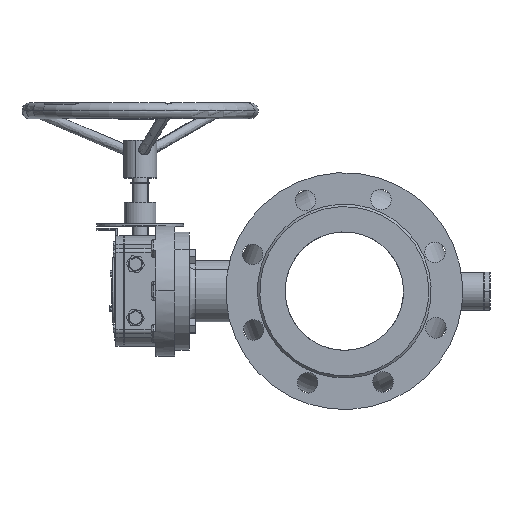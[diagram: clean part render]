
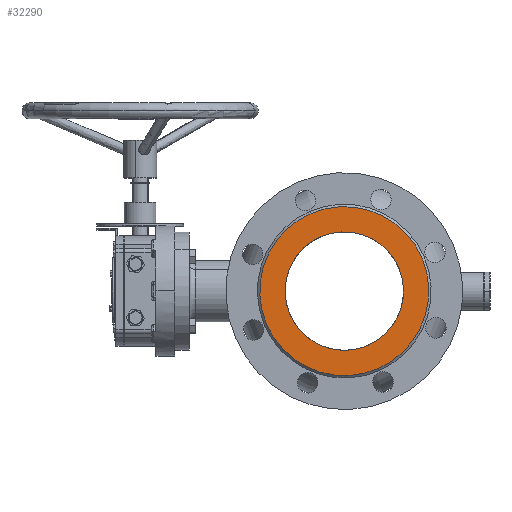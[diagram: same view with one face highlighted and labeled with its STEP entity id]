
A CAD part, left-side view. The second image highlights one B-rep face of the part: STEP entity #32290.
In plain terms, the highlighted face is planar.
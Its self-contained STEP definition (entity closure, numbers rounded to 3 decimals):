
#1510 = EDGE_CURVE ( 'NONE', #9528, #56119, #53547, .T. ) ;
#5230 = FACE_BOUND ( 'NONE', #11067, .T. ) ;
#6179 = CARTESIAN_POINT ( 'NONE',  ( 75., 0., 30. ) ) ;
#9528 = VERTEX_POINT ( 'NONE', #16558 ) ;
#11067 = EDGE_LOOP ( 'NONE', ( #52775, #39665 ) ) ;
#14226 = CIRCLE ( 'NONE', #23364, 107. ) ;
#15991 = FACE_OUTER_BOUND ( 'NONE', #34535, .T. ) ;
#16345 = AXIS2_PLACEMENT_3D ( 'NONE', #26351, #42091, #63945 ) ;
#16558 = CARTESIAN_POINT ( 'NONE',  ( -75., 0., 30. ) ) ;
#17920 = DIRECTION ( 'NONE',  ( 1., 0., 0. ) ) ;
#20544 = CARTESIAN_POINT ( 'NONE',  ( -107., 0., 30. ) ) ;
#21618 = CARTESIAN_POINT ( 'NONE',  ( 107., 0., 30. ) ) ;
#22526 = EDGE_CURVE ( 'NONE', #56119, #9528, #33638, .T. ) ;
#23364 = AXIS2_PLACEMENT_3D ( 'NONE', #68794, #48022, #37304 ) ;
#24701 = ORIENTED_EDGE ( 'NONE', *, *, #43354, .T. ) ;
#26017 = PLANE ( 'NONE',  #16345 ) ;
#26351 = CARTESIAN_POINT ( 'NONE',  ( 0., 0., 30. ) ) ;
#27522 = CIRCLE ( 'NONE', #52682, 107. ) ;
#29592 = VERTEX_POINT ( 'NONE', #21618 ) ;
#30887 = CARTESIAN_POINT ( 'NONE',  ( 0., 0., 30. ) ) ;
#32290 = ADVANCED_FACE ( 'NONE', ( #15991, #5230 ), #26017, .T. ) ;
#32946 = AXIS2_PLACEMENT_3D ( 'NONE', #30887, #63460, #52728 ) ;
#33638 = CIRCLE ( 'NONE', #58790, 75. ) ;
#34535 = EDGE_LOOP ( 'NONE', ( #24701, #39018 ) ) ;
#35291 = VERTEX_POINT ( 'NONE', #20544 ) ;
#37304 = DIRECTION ( 'NONE',  ( 1., 0., 0. ) ) ;
#39018 = ORIENTED_EDGE ( 'NONE', *, *, #63308, .T. ) ;
#39665 = ORIENTED_EDGE ( 'NONE', *, *, #1510, .F. ) ;
#42091 = DIRECTION ( 'NONE',  ( 0., 0., 1. ) ) ;
#43354 = EDGE_CURVE ( 'NONE', #35291, #29592, #14226, .T. ) ;
#44367 = CARTESIAN_POINT ( 'NONE',  ( 0., 0., 30. ) ) ;
#48022 = DIRECTION ( 'NONE',  ( 0., 0., 1. ) ) ;
#50115 = DIRECTION ( 'NONE',  ( 0., 0., 1. ) ) ;
#52682 = AXIS2_PLACEMENT_3D ( 'NONE', #60590, #60247, #55589 ) ;
#52728 = DIRECTION ( 'NONE',  ( 1., 0., 0. ) ) ;
#52775 = ORIENTED_EDGE ( 'NONE', *, *, #22526, .F. ) ;
#53547 = CIRCLE ( 'NONE', #32946, 75. ) ;
#55589 = DIRECTION ( 'NONE',  ( 1., 0., 0. ) ) ;
#56119 = VERTEX_POINT ( 'NONE', #6179 ) ;
#58790 = AXIS2_PLACEMENT_3D ( 'NONE', #44367, #50115, #17920 ) ;
#60247 = DIRECTION ( 'NONE',  ( 0., 0., 1. ) ) ;
#60590 = CARTESIAN_POINT ( 'NONE',  ( 0., 0., 30. ) ) ;
#63308 = EDGE_CURVE ( 'NONE', #29592, #35291, #27522, .T. ) ;
#63460 = DIRECTION ( 'NONE',  ( 0., 0., 1. ) ) ;
#63945 = DIRECTION ( 'NONE',  ( 1., 0., 0. ) ) ;
#68794 = CARTESIAN_POINT ( 'NONE',  ( 0., 0., 30. ) ) ;
